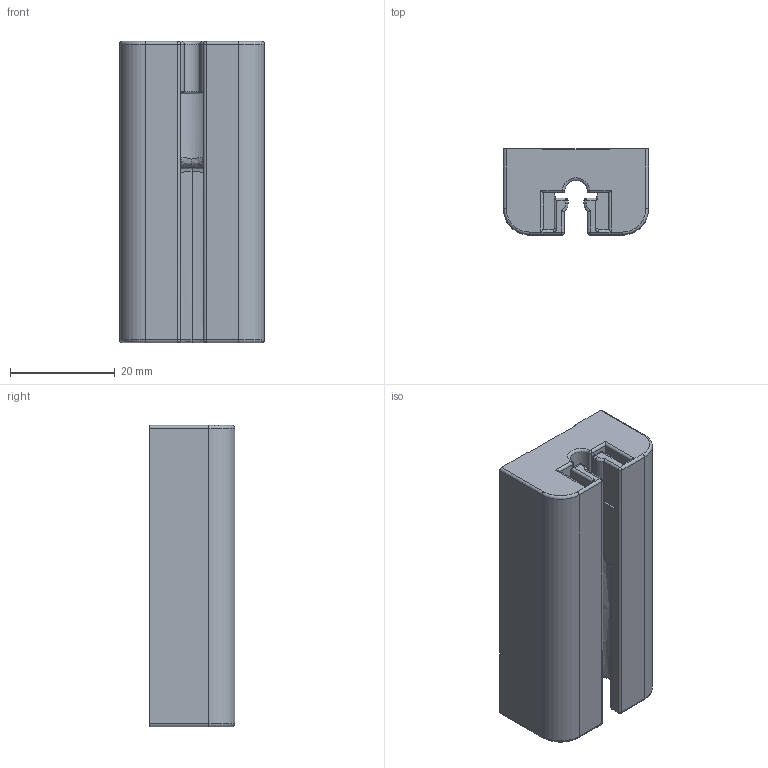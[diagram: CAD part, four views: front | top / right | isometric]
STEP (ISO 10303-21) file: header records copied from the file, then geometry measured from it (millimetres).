
FILE_DESCRIPTION (( 'STEP AP214' ), '1' );
FILE_NAME ('Ceiling mount.STEP', '2024-12-14T00:40:24', ( '' ), ( '' ), 'MPSTEP 2.0', 'Macroplastics Offline CAD Suite', '' );
FILE_SCHEMA (( 'UwU' ));
Length unit declared in the file: millimetre
Products named in the file (1): Ceiling mount
Bounding box: 27.69 x 16.4 x 57.5 mm (x, y, z)
Volume: 17611.2 mm3; surface area: 8007.8 mm2
Topology: 1 solids, 1 shells, 173 faces, 407 edges, 222 vertices
Faces by surface type: cylinder 64, plane 38, bspline 28, torus 27, sphere 16
Entity records: 6025 total; most frequent: CARTESIAN_POINT 2266, DIRECTION 797, ORIENTED_EDGE 786, EDGE_CURVE 393, AXIS2_PLACEMENT_3D 316, VERTEX_POINT 222, EDGE_LOOP 173, FACE_OUTER_BOUND 173
